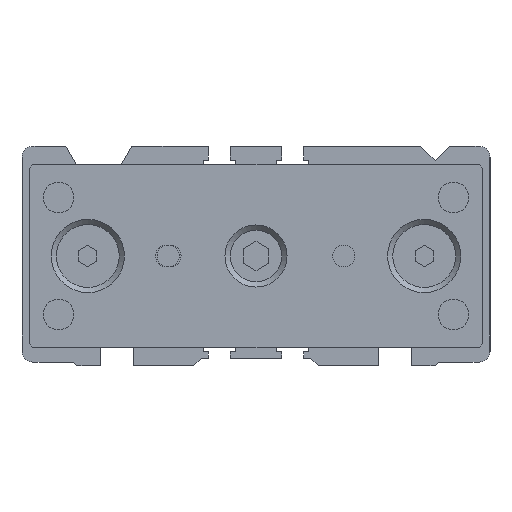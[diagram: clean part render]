
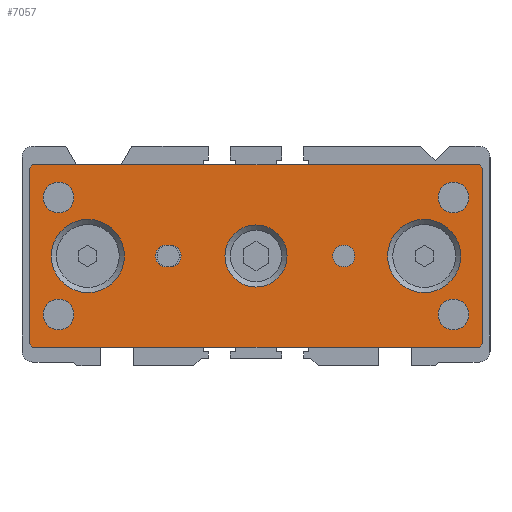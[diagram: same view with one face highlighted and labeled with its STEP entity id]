
A CAD part, left-side view. The second image highlights one B-rep face of the part: STEP entity #7057.
In plain terms, the highlighted planar face has unit normal (-1, 0, 0).
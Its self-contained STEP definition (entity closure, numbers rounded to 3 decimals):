
#6587=CARTESIAN_POINT('',(170.,-380.5,-12.5));
#6588=VERTEX_POINT('Vertex298',#6587);
#6595=CARTESIAN_POINT('',(170.,-319.5,-12.5));
#6596=VERTEX_POINT('Vertex299',#6595);
#6597=CARTESIAN_POINT('',(170.,-350.,-12.5));
#6598=DIRECTION('',(0.,1.,0.));
#6599=VECTOR('',#6598,1.);
#6600=LINE('nurbsCrv408',#6597,#6599);
#6601=EDGE_CURVE('Edge408',#6588,#6596,#6600,.T.);
#6618=CARTESIAN_POINT('',(170.,-381.,-12.));
#6619=VERTEX_POINT('Vertex300',#6618);
#6626=CARTESIAN_POINT('',(170.,-380.75,-12.25));
#6627=DIRECTION('',(0.,-0.707,0.707));
#6628=VECTOR('',#6627,1.);
#6629=LINE('nurbsCrv411',#6626,#6628);
#6630=EDGE_CURVE('Edge411',#6588,#6619,#6629,.T.);
#6643=CARTESIAN_POINT('',(170.,-319.,-12.));
#6644=VERTEX_POINT('Vertex301',#6643);
#6645=CARTESIAN_POINT('',(170.,-319.25,-12.25));
#6646=DIRECTION('',(0.,0.707,0.707));
#6647=VECTOR('',#6646,1.);
#6648=LINE('nurbsCrv412',#6645,#6647);
#6649=EDGE_CURVE('Edge412',#6596,#6644,#6648,.T.);
#6667=CARTESIAN_POINT('',(170.,-319.,12.));
#6668=VERTEX_POINT('Vertex302',#6667);
#6669=CARTESIAN_POINT('',(170.,-319.,0.));
#6670=DIRECTION('',(0.,0.,1.));
#6671=VECTOR('',#6670,1.);
#6672=LINE('nurbsCrv414',#6669,#6671);
#6673=EDGE_CURVE('Edge414',#6644,#6668,#6672,.T.);
#6691=CARTESIAN_POINT('',(170.,-319.5,12.5));
#6692=VERTEX_POINT('Vertex303',#6691);
#6693=CARTESIAN_POINT('',(170.,-319.25,12.25));
#6694=DIRECTION('',(0.,0.707,-0.707));
#6695=VECTOR('',#6694,1.);
#6696=LINE('nurbsCrv416',#6693,#6695);
#6697=EDGE_CURVE('Edge416',#6692,#6668,#6696,.T.);
#6717=CARTESIAN_POINT('',(170.,-374.9,-8.));
#6718=VERTEX_POINT('Vertex304',#6717);
#6719=CARTESIAN_POINT('',(170.,-379.1,-8.));
#6720=VERTEX_POINT('Vertex343',#6719);
#6721=CARTESIAN_POINT('',(170.,-377.,-8.));
#6722=DIRECTION('',(1.,0.,0.));
#6723=DIRECTION('',(0.,1.,0.));
#6724=AXIS2_PLACEMENT_3D('',#6721,#6722,#6723);
#6725=CIRCLE('nurbsCrv1457',#6724,2.1);
#6726=EDGE_CURVE('Edge517',#6718,#6720,#6725,.T.);
#6728=CARTESIAN_POINT('',(170.,-377.,-8.));
#6729=DIRECTION('',(1.,0.,0.));
#6730=DIRECTION('',(0.,-1.,0.));
#6731=AXIS2_PLACEMENT_3D('',#6728,#6729,#6730);
#6732=CIRCLE('nurbsCrv1458',#6731,2.1);
#6733=EDGE_CURVE('Edge518',#6720,#6718,#6732,.T.);
#6747=CARTESIAN_POINT('',(170.,-374.9,8.));
#6748=VERTEX_POINT('Vertex305',#6747);
#6749=CARTESIAN_POINT('',(170.,-379.1,8.));
#6750=VERTEX_POINT('Vertex345',#6749);
#6751=CARTESIAN_POINT('',(170.,-377.,8.));
#6752=DIRECTION('',(1.,0.,0.));
#6753=DIRECTION('',(0.,1.,0.));
#6754=AXIS2_PLACEMENT_3D('',#6751,#6752,#6753);
#6755=CIRCLE('nurbsCrv1472',#6754,2.1);
#6756=EDGE_CURVE('Edge522',#6748,#6750,#6755,.T.);
#6758=CARTESIAN_POINT('',(170.,-377.,8.));
#6759=DIRECTION('',(1.,0.,0.));
#6760=DIRECTION('',(0.,-1.,0.));
#6761=AXIS2_PLACEMENT_3D('',#6758,#6759,#6760);
#6762=CIRCLE('nurbsCrv1473',#6761,2.1);
#6763=EDGE_CURVE('Edge523',#6750,#6748,#6762,.T.);
#6774=CARTESIAN_POINT('',(170.,-380.5,12.5));
#6775=VERTEX_POINT('Vertex306',#6774);
#6782=CARTESIAN_POINT('',(170.,-381.,12.));
#6783=VERTEX_POINT('Vertex307',#6782);
#6784=CARTESIAN_POINT('',(170.,-380.75,12.25));
#6785=DIRECTION('',(0.,0.707,0.707));
#6786=VECTOR('',#6785,1.);
#6787=LINE('nurbsCrv421',#6784,#6786);
#6788=EDGE_CURVE('Edge421',#6783,#6775,#6787,.T.);
#6808=CARTESIAN_POINT('',(170.,-320.9,-8.));
#6809=VERTEX_POINT('Vertex308',#6808);
#6810=CARTESIAN_POINT('',(170.,-325.1,-8.));
#6811=VERTEX_POINT('Vertex347',#6810);
#6812=CARTESIAN_POINT('',(170.,-323.,-8.));
#6813=DIRECTION('',(1.,0.,0.));
#6814=DIRECTION('',(0.,1.,0.));
#6815=AXIS2_PLACEMENT_3D('',#6812,#6813,#6814);
#6816=CIRCLE('nurbsCrv1491',#6815,2.1);
#6817=EDGE_CURVE('Edge527',#6809,#6811,#6816,.T.);
#6819=CARTESIAN_POINT('',(170.,-323.,-8.));
#6820=DIRECTION('',(1.,0.,0.));
#6821=DIRECTION('',(0.,-1.,0.));
#6822=AXIS2_PLACEMENT_3D('',#6819,#6820,#6821);
#6823=CIRCLE('nurbsCrv1492',#6822,2.1);
#6824=EDGE_CURVE('Edge528',#6811,#6809,#6823,.T.);
#6836=CARTESIAN_POINT('',(170.,-381.,0.));
#6837=DIRECTION('',(0.,0.,1.));
#6838=VECTOR('',#6837,1.);
#6839=LINE('nurbsCrv424',#6836,#6838);
#6840=EDGE_CURVE('Edge424',#6619,#6783,#6839,.T.);
#6855=CARTESIAN_POINT('',(170.,-320.9,8.));
#6856=VERTEX_POINT('Vertex309',#6855);
#6857=CARTESIAN_POINT('',(170.,-325.1,8.));
#6858=VERTEX_POINT('Vertex349',#6857);
#6859=CARTESIAN_POINT('',(170.,-323.,8.));
#6860=DIRECTION('',(1.,0.,0.));
#6861=DIRECTION('',(0.,1.,0.));
#6862=AXIS2_PLACEMENT_3D('',#6859,#6860,#6861);
#6863=CIRCLE('nurbsCrv1510',#6862,2.1);
#6864=EDGE_CURVE('Edge532',#6856,#6858,#6863,.T.);
#6866=CARTESIAN_POINT('',(170.,-323.,8.));
#6867=DIRECTION('',(1.,0.,0.));
#6868=DIRECTION('',(0.,-1.,0.));
#6869=AXIS2_PLACEMENT_3D('',#6866,#6867,#6868);
#6870=CIRCLE('nurbsCrv1511',#6869,2.1);
#6871=EDGE_CURVE('Edge533',#6858,#6856,#6870,.T.);
#6883=CARTESIAN_POINT('',(170.,-350.,12.5));
#6884=DIRECTION('',(0.,1.,0.));
#6885=VECTOR('',#6884,1.);
#6886=LINE('nurbsCrv426',#6883,#6885);
#6887=EDGE_CURVE('Edge426',#6775,#6692,#6886,.T.);
#6898=CARTESIAN_POINT('',(170.,-332.,0.));
#6899=VERTEX_POINT('Vertex310',#6898);
#6900=CARTESIAN_POINT('',(170.,-327.,0.));
#6901=DIRECTION('',(1.,0.,0.));
#6902=DIRECTION('',(0.,-1.,0.));
#6903=AXIS2_PLACEMENT_3D('',#6900,#6901,#6902);
#6904=CIRCLE('nurbsCrv427',#6903,5.);
#6905=EDGE_CURVE('Edge427',#6899,#6899,#6904,.T.);
#6918=CARTESIAN_POINT('',(170.,-378.,0.));
#6919=VERTEX_POINT('Vertex311',#6918);
#6920=CARTESIAN_POINT('',(170.,-373.,0.));
#6921=DIRECTION('',(1.,0.,0.));
#6922=DIRECTION('',(0.,-1.,0.));
#6923=AXIS2_PLACEMENT_3D('',#6920,#6921,#6922);
#6924=CIRCLE('nurbsCrv428',#6923,5.);
#6925=EDGE_CURVE('Edge428',#6919,#6919,#6924,.T.);
#6938=CARTESIAN_POINT('',(170.,-354.25,0.));
#6939=VERTEX_POINT('Vertex312',#6938);
#6940=CARTESIAN_POINT('',(170.,-350.,0.));
#6941=DIRECTION('',(1.,0.,0.));
#6942=DIRECTION('',(0.,-1.,0.));
#6943=AXIS2_PLACEMENT_3D('',#6940,#6941,#6942);
#6944=CIRCLE('nurbsCrv429',#6943,4.25);
#6945=EDGE_CURVE('Edge429',#6939,#6939,#6944,.T.);
#6961=CARTESIAN_POINT('',(170.,-363.5,0.));
#6962=VERTEX_POINT('Vertex313',#6961);
#6963=CARTESIAN_POINT('',(170.,-362.,0.));
#6964=DIRECTION('',(1.,0.,0.));
#6965=DIRECTION('',(0.,-1.,0.));
#6966=AXIS2_PLACEMENT_3D('',#6963,#6964,#6965);
#6967=CIRCLE('nurbsCrv430',#6966,1.5);
#6968=EDGE_CURVE('Edge430',#6962,#6962,#6967,.T.);
#6978=ORIENTED_EDGE('Edgeuse847',*,*,#6788,.T.);
#6979=ORIENTED_EDGE('Edgeuse848',*,*,#6887,.T.);
#6980=ORIENTED_EDGE('Edgeuse849',*,*,#6697,.T.);
#6981=ORIENTED_EDGE('Edgeuse850',*,*,#6673,.F.);
#6982=ORIENTED_EDGE('Edgeuse851',*,*,#6649,.F.);
#6983=ORIENTED_EDGE('Edgeuse852',*,*,#6601,.F.);
#6984=ORIENTED_EDGE('Edgeuse853',*,*,#6630,.T.);
#6985=ORIENTED_EDGE('Edgeuse854',*,*,#6840,.T.);
#6986=EDGE_LOOP('',(#6978,#6979,#6980,#6981,#6982,#6983,#6984,#6985));
#6987=FACE_OUTER_BOUND('',#6986,.T.);
#6988=ORIENTED_EDGE('Edgeuse855',*,*,#6925,.T.);
#6989=EDGE_LOOP('',(#6988));
#6990=FACE_BOUND('',#6989,.T.);
#6991=ORIENTED_EDGE('Edgeuse856',*,*,#6945,.T.);
#6992=EDGE_LOOP('',(#6991));
#6993=FACE_BOUND('',#6992,.T.);
#6994=ORIENTED_EDGE('Edgeuse857',*,*,#6905,.T.);
#6995=EDGE_LOOP('',(#6994));
#6996=FACE_BOUND('',#6995,.T.);
#6997=ORIENTED_EDGE('Edgeuse858',*,*,#6968,.T.);
#6998=EDGE_LOOP('',(#6997));
#6999=FACE_BOUND('',#6998,.T.);
#7000=CARTESIAN_POINT('',(170.,-337.75,-1.5));
#7001=VERTEX_POINT('Vertex315',#7000);
#7002=CARTESIAN_POINT('',(170.,-337.75,1.5));
#7003=VERTEX_POINT('Vertex314',#7002);
#7004=CARTESIAN_POINT('',(170.,-337.75,0.));
#7005=DIRECTION('',(1.,0.,0.));
#7006=DIRECTION('',(0.,0.,-1.));
#7007=AXIS2_PLACEMENT_3D('',#7004,#7005,#7006);
#7008=CIRCLE('nurbsCrv431',#7007,1.5);
#7009=EDGE_CURVE('Edge431',#7001,#7003,#7008,.T.);
#7010=ORIENTED_EDGE('Edgeuse859',*,*,#7009,.T.);
#7011=CARTESIAN_POINT('',(170.,-338.25,1.5));
#7012=VERTEX_POINT('Vertex316',#7011);
#7013=CARTESIAN_POINT('',(170.,-338.,1.5));
#7014=DIRECTION('',(0.,-1.,0.));
#7015=VECTOR('',#7014,1.);
#7016=LINE('nurbsCrv432',#7013,#7015);
#7017=EDGE_CURVE('Edge432',#7003,#7012,#7016,.T.);
#7018=ORIENTED_EDGE('Edgeuse860',*,*,#7017,.T.);
#7019=CARTESIAN_POINT('',(170.,-338.25,-1.5));
#7020=VERTEX_POINT('Vertex317',#7019);
#7021=CARTESIAN_POINT('',(170.,-338.25,0.));
#7022=DIRECTION('',(1.,0.,0.));
#7023=DIRECTION('',(0.,0.,1.));
#7024=AXIS2_PLACEMENT_3D('',#7021,#7022,#7023);
#7025=CIRCLE('nurbsCrv433',#7024,1.5);
#7026=EDGE_CURVE('Edge433',#7012,#7020,#7025,.T.);
#7027=ORIENTED_EDGE('Edgeuse861',*,*,#7026,.T.);
#7028=CARTESIAN_POINT('',(170.,-338.,-1.5));
#7029=DIRECTION('',(0.,1.,0.));
#7030=VECTOR('',#7029,1.);
#7031=LINE('nurbsCrv434',#7028,#7030);
#7032=EDGE_CURVE('Edge434',#7020,#7001,#7031,.T.);
#7033=ORIENTED_EDGE('Edgeuse862',*,*,#7032,.T.);
#7034=EDGE_LOOP('',(#7010,#7018,#7027,#7033));
#7035=FACE_BOUND('',#7034,.T.);
#7036=ORIENTED_EDGE('Edgeuse1064',*,*,#6864,.T.);
#7037=ORIENTED_EDGE('Edgeuse1066',*,*,#6871,.T.);
#7038=EDGE_LOOP('',(#7036,#7037));
#7039=FACE_BOUND('',#7038,.T.);
#7040=ORIENTED_EDGE('Edgeuse1054',*,*,#6817,.T.);
#7041=ORIENTED_EDGE('Edgeuse1056',*,*,#6824,.T.);
#7042=EDGE_LOOP('',(#7040,#7041));
#7043=FACE_BOUND('',#7042,.T.);
#7044=ORIENTED_EDGE('Edgeuse1044',*,*,#6756,.T.);
#7045=ORIENTED_EDGE('Edgeuse1046',*,*,#6763,.T.);
#7046=EDGE_LOOP('',(#7044,#7045));
#7047=FACE_BOUND('',#7046,.T.);
#7048=ORIENTED_EDGE('Edgeuse1034',*,*,#6726,.T.);
#7049=ORIENTED_EDGE('Edgeuse1036',*,*,#6733,.T.);
#7050=EDGE_LOOP('',(#7048,#7049));
#7051=FACE_BOUND('',#7050,.T.);
#7052=CARTESIAN_POINT('',(170.,-350.,0.));
#7053=DIRECTION('',(-1.,0.,0.));
#7054=DIRECTION('',(0.,0.,-1.));
#7055=AXIS2_PLACEMENT_3D('',#7052,#7053,#7054);
#7056=PLANE('nurbsSrf196',#7055);
#7057=ADVANCED_FACE('Face196',(#6987,#6990,#6993,#6996,#6999,#7035,#7039,#7043,
#7047,#7051),#7056,.T.);
